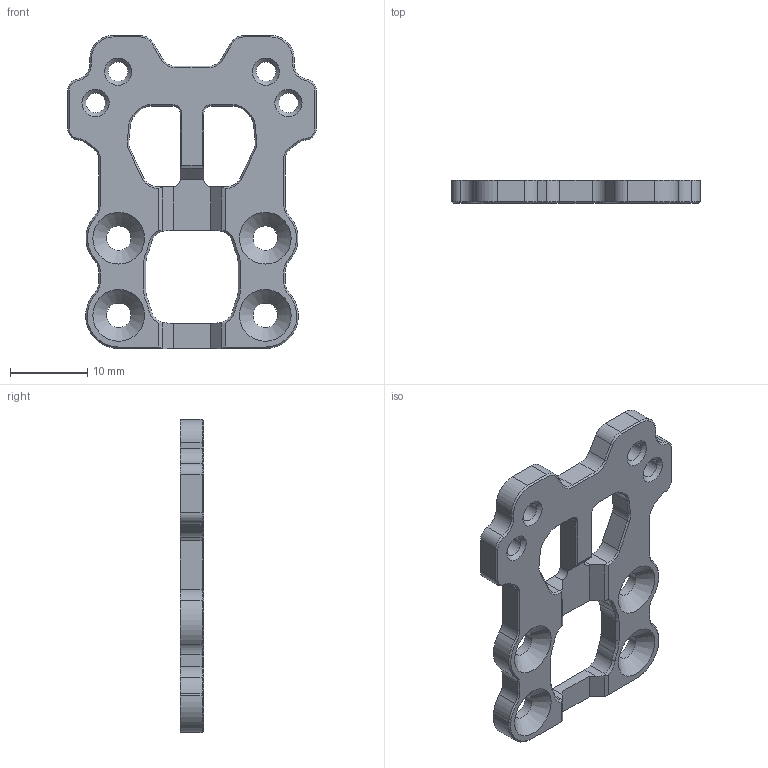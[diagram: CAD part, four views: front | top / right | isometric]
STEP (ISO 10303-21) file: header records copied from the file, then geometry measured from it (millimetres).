
FILE_DESCRIPTION(/* description */ (''),/* implementation_level */ '2;1');
FILE_NAME(/* name */ 'P0004_REV_F_REG_FRONT_PLATE.step',/* time_stamp */ '2024-06-14T13:43:27-04:00',/* author */ (''),/* organization */ (''),/* preprocessor_version */ 'ST-DEVELOPER v20',/* originating_system */ 'Autodesk Translation Framework v13.14.0.145',/* authorisation */ '');
FILE_SCHEMA (('AUTOMOTIVE_DESIGN { 1 0 10303 214 3 1 1 }'));
Length unit declared in the file: millimetre
Products named in the file (1): P0004_REV_F_REG_FRONT_PLATE
Bounding box: 32.2 x 3 x 40.58 mm (x, y, z)
Volume: 2048.1 mm3; surface area: 2356.8 mm2
Topology: 1 solids, 1 shells, 207 faces, 536 edges, 328 vertices
Faces by surface type: plane 81, cylinder 66, cone 60
Full cylindrical faces by diameter (mm): 2.529 x4, 3.2 x4
Entity records: 6358 total; most frequent: DIRECTION 1140, CARTESIAN_POINT 1108, ORIENTED_EDGE 1072, EDGE_CURVE 536, AXIS2_PLACEMENT_3D 408, VERTEX_POINT 328, LINE 324, VECTOR 324
